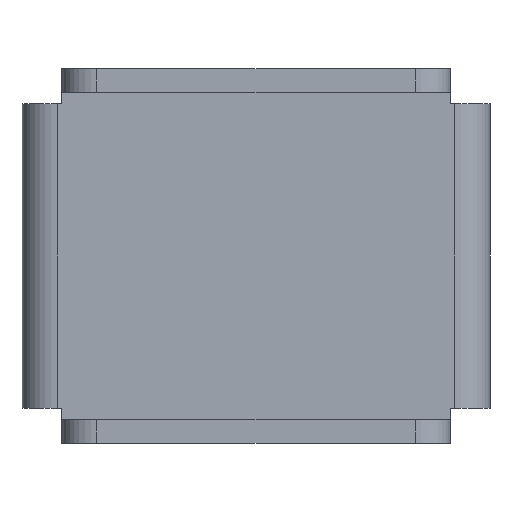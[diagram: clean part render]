
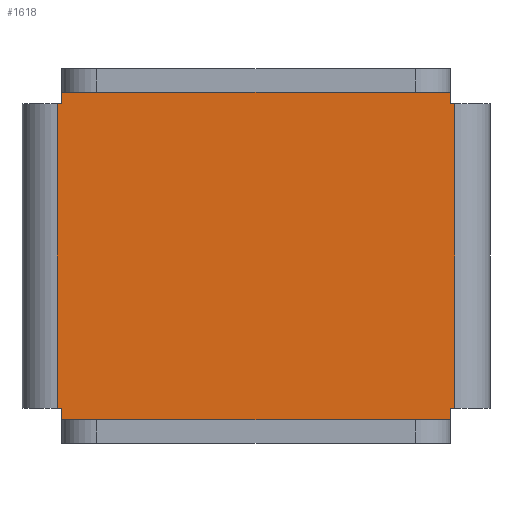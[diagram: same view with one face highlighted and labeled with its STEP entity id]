
A CAD part, front view. The second image highlights one B-rep face of the part: STEP entity #1618.
In plain terms, the highlighted planar face has unit normal (0, -1, 0).
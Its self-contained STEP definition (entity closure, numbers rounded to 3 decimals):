
#53 = VECTOR ( 'NONE', #1731, 1000. ) ;
#56 = CARTESIAN_POINT ( 'NONE',  ( 17., 14., 13. ) ) ;
#84 = CARTESIAN_POINT ( 'NONE',  ( 17., 14., 0. ) ) ;
#106 = CARTESIAN_POINT ( 'NONE',  ( 17., 14., 14. ) ) ;
#116 = VECTOR ( 'NONE', #670, 1000. ) ;
#121 = DIRECTION ( 'NONE',  ( 0., 0., -1. ) ) ;
#138 = LINE ( 'NONE', #1184, #1546 ) ;
#144 = CARTESIAN_POINT ( 'NONE',  ( -17., 14., 13. ) ) ;
#151 = EDGE_CURVE ( 'NONE', #1726, #964, #138, .T. ) ;
#162 = CARTESIAN_POINT ( 'NONE',  ( 16.6, 14., -14. ) ) ;
#167 = ORIENTED_EDGE ( 'NONE', *, *, #204, .T. ) ;
#188 = DIRECTION ( 'NONE',  ( 0., -1., 0. ) ) ;
#204 = EDGE_CURVE ( 'NONE', #252, #407, #244, .T. ) ;
#244 = LINE ( 'NONE', #1343, #537 ) ;
#245 = DIRECTION ( 'NONE',  ( -1., 0., 0. ) ) ;
#252 = VERTEX_POINT ( 'NONE', #972 ) ;
#278 = EDGE_CURVE ( 'NONE', #387, #881, #730, .T. ) ;
#295 = CARTESIAN_POINT ( 'NONE',  ( 17., 14., -14. ) ) ;
#312 = EDGE_CURVE ( 'NONE', #387, #389, #1256, .T. ) ;
#327 = DIRECTION ( 'NONE',  ( 0., 0., 1. ) ) ;
#349 = CARTESIAN_POINT ( 'NONE',  ( -17., 14., -13. ) ) ;
#379 = FACE_OUTER_BOUND ( 'NONE', #1067, .T. ) ;
#387 = VERTEX_POINT ( 'NONE', #1139 ) ;
#389 = VERTEX_POINT ( 'NONE', #1705 ) ;
#405 = CARTESIAN_POINT ( 'NONE',  ( 16.6, 14., 13. ) ) ;
#407 = VERTEX_POINT ( 'NONE', #56 ) ;
#411 = ORIENTED_EDGE ( 'NONE', *, *, #545, .T. ) ;
#460 = EDGE_CURVE ( 'NONE', #697, #964, #629, .T. ) ;
#482 = CARTESIAN_POINT ( 'NONE',  ( -16.6, 14., -14.891 ) ) ;
#512 = VECTOR ( 'NONE', #245, 1000. ) ;
#519 = DIRECTION ( 'NONE',  ( 0., 0., 1. ) ) ;
#537 = VECTOR ( 'NONE', #519, 1000. ) ;
#545 = EDGE_CURVE ( 'NONE', #632, #1726, #1541, .T. ) ;
#553 = VECTOR ( 'NONE', #121, 1000. ) ;
#565 = DIRECTION ( 'NONE',  ( 1., 0., 0. ) ) ;
#569 = VERTEX_POINT ( 'NONE', #405 ) ;
#629 = LINE ( 'NONE', #636, #53 ) ;
#632 = VERTEX_POINT ( 'NONE', #1339 ) ;
#636 = CARTESIAN_POINT ( 'NONE',  ( 0., 14., 13. ) ) ;
#637 = ORIENTED_EDGE ( 'NONE', *, *, #801, .F. ) ;
#664 = ORIENTED_EDGE ( 'NONE', *, *, #278, .T. ) ;
#670 = DIRECTION ( 'NONE',  ( 0., 0., 1. ) ) ;
#697 = VERTEX_POINT ( 'NONE', #144 ) ;
#730 = LINE ( 'NONE', #295, #994 ) ;
#753 = EDGE_CURVE ( 'NONE', #697, #1643, #837, .T. ) ;
#801 = EDGE_CURVE ( 'NONE', #569, #407, #973, .T. ) ;
#820 = CARTESIAN_POINT ( 'NONE',  ( 16.6, 14., 14.891 ) ) ;
#837 = LINE ( 'NONE', #1230, #1714 ) ;
#847 = CARTESIAN_POINT ( 'NONE',  ( 0., 14., 13. ) ) ;
#881 = VERTEX_POINT ( 'NONE', #162 ) ;
#891 = LINE ( 'NONE', #1484, #116 ) ;
#941 = ORIENTED_EDGE ( 'NONE', *, *, #151, .T. ) ;
#964 = VERTEX_POINT ( 'NONE', #998 ) ;
#972 = CARTESIAN_POINT ( 'NONE',  ( 17., 14., -13. ) ) ;
#973 = LINE ( 'NONE', #847, #1097 ) ;
#985 = DIRECTION ( 'NONE',  ( 1., 0., 0. ) ) ;
#994 = VECTOR ( 'NONE', #985, 1000. ) ;
#998 = CARTESIAN_POINT ( 'NONE',  ( -16.6, 14., 13. ) ) ;
#1028 = PLANE ( 'NONE',  #1664 ) ;
#1034 = DIRECTION ( 'NONE',  ( 1., 0., 0. ) ) ;
#1054 = VECTOR ( 'NONE', #1034, 1000. ) ;
#1067 = EDGE_LOOP ( 'NONE', ( #1127, #167, #637, #1083, #411, #941, #1262, #1458, #1176, #1642, #664, #1724 ) ) ;
#1083 = ORIENTED_EDGE ( 'NONE', *, *, #1244, .F. ) ;
#1097 = VECTOR ( 'NONE', #565, 1000. ) ;
#1127 = ORIENTED_EDGE ( 'NONE', *, *, #1140, .T. ) ;
#1139 = CARTESIAN_POINT ( 'NONE',  ( -16.6, 14., -14. ) ) ;
#1140 = EDGE_CURVE ( 'NONE', #1552, #252, #1426, .T. ) ;
#1157 = DIRECTION ( 'NONE',  ( 0., 0., -1. ) ) ;
#1176 = ORIENTED_EDGE ( 'NONE', *, *, #1577, .T. ) ;
#1184 = CARTESIAN_POINT ( 'NONE',  ( -16.6, 14., 14.891 ) ) ;
#1230 = CARTESIAN_POINT ( 'NONE',  ( -17., 14., 0. ) ) ;
#1244 = EDGE_CURVE ( 'NONE', #632, #569, #1274, .T. ) ;
#1251 = VECTOR ( 'NONE', #1275, 1000. ) ;
#1256 = LINE ( 'NONE', #482, #1390 ) ;
#1262 = ORIENTED_EDGE ( 'NONE', *, *, #460, .F. ) ;
#1274 = LINE ( 'NONE', #820, #553 ) ;
#1275 = DIRECTION ( 'NONE',  ( 1., 0., 0. ) ) ;
#1279 = EDGE_CURVE ( 'NONE', #881, #1552, #891, .T. ) ;
#1302 = DIRECTION ( 'NONE',  ( 0., 0., -1. ) ) ;
#1339 = CARTESIAN_POINT ( 'NONE',  ( 16.6, 14., 14. ) ) ;
#1343 = CARTESIAN_POINT ( 'NONE',  ( 17., 14., 0. ) ) ;
#1390 = VECTOR ( 'NONE', #327, 1000. ) ;
#1409 = CARTESIAN_POINT ( 'NONE',  ( 16.6, 14., -13. ) ) ;
#1426 = LINE ( 'NONE', #1604, #1054 ) ;
#1458 = ORIENTED_EDGE ( 'NONE', *, *, #753, .T. ) ;
#1484 = CARTESIAN_POINT ( 'NONE',  ( 16.6, 14., -14.891 ) ) ;
#1526 = DIRECTION ( 'NONE',  ( 0., 0., -1. ) ) ;
#1537 = LINE ( 'NONE', #1542, #1251 ) ;
#1541 = LINE ( 'NONE', #106, #512 ) ;
#1542 = CARTESIAN_POINT ( 'NONE',  ( 0., 14., -13. ) ) ;
#1546 = VECTOR ( 'NONE', #1302, 1000. ) ;
#1552 = VERTEX_POINT ( 'NONE', #1409 ) ;
#1577 = EDGE_CURVE ( 'NONE', #1643, #389, #1537, .T. ) ;
#1604 = CARTESIAN_POINT ( 'NONE',  ( 0., 14., -13. ) ) ;
#1618 = ADVANCED_FACE ( 'NONE', ( #379 ), #1028, .T. ) ;
#1642 = ORIENTED_EDGE ( 'NONE', *, *, #312, .F. ) ;
#1643 = VERTEX_POINT ( 'NONE', #349 ) ;
#1664 = AXIS2_PLACEMENT_3D ( 'NONE', #84, #188, #1157 ) ;
#1705 = CARTESIAN_POINT ( 'NONE',  ( -16.6, 14., -13. ) ) ;
#1710 = CARTESIAN_POINT ( 'NONE',  ( -16.6, 14., 14. ) ) ;
#1714 = VECTOR ( 'NONE', #1526, 1000. ) ;
#1724 = ORIENTED_EDGE ( 'NONE', *, *, #1279, .T. ) ;
#1726 = VERTEX_POINT ( 'NONE', #1710 ) ;
#1731 = DIRECTION ( 'NONE',  ( 1., 0., 0. ) ) ;
